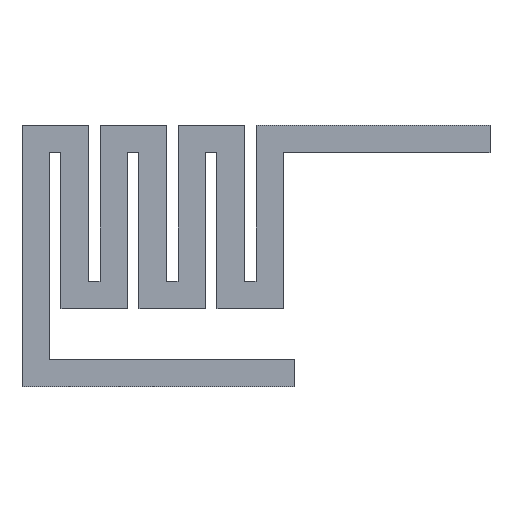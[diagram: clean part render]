
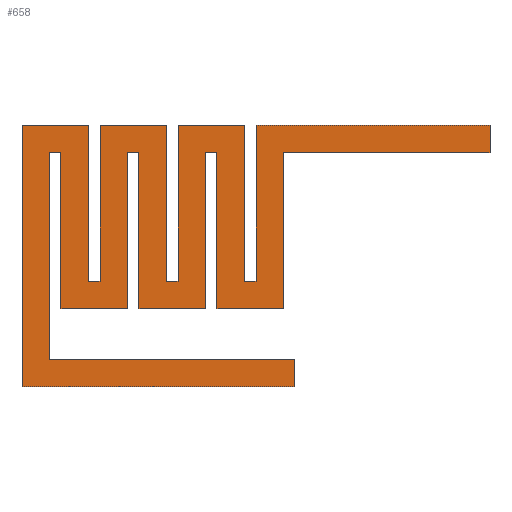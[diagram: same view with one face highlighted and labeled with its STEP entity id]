
A CAD part, top view. The second image highlights one B-rep face of the part: STEP entity #658.
In plain terms, the highlighted planar face has unit normal (0, 0, 1).
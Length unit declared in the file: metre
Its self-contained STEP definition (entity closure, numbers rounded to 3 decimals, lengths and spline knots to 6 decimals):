
#12=ORIENTED_EDGE('',*,*,#204,.F.);
#13=ORIENTED_EDGE('',*,*,#205,.F.);
#14=ORIENTED_EDGE('',*,*,#206,.F.);
#15=ORIENTED_EDGE('',*,*,#207,.F.);
#16=ORIENTED_EDGE('',*,*,#208,.F.);
#17=ORIENTED_EDGE('',*,*,#209,.F.);
#18=ORIENTED_EDGE('',*,*,#210,.F.);
#19=ORIENTED_EDGE('',*,*,#211,.F.);
#20=ORIENTED_EDGE('',*,*,#212,.F.);
#21=ORIENTED_EDGE('',*,*,#213,.F.);
#22=ORIENTED_EDGE('',*,*,#214,.F.);
#23=ORIENTED_EDGE('',*,*,#215,.F.);
#24=ORIENTED_EDGE('',*,*,#216,.F.);
#25=ORIENTED_EDGE('',*,*,#217,.F.);
#26=ORIENTED_EDGE('',*,*,#218,.F.);
#27=ORIENTED_EDGE('',*,*,#219,.F.);
#28=ORIENTED_EDGE('',*,*,#220,.F.);
#29=ORIENTED_EDGE('',*,*,#221,.F.);
#30=ORIENTED_EDGE('',*,*,#222,.F.);
#31=ORIENTED_EDGE('',*,*,#223,.F.);
#32=ORIENTED_EDGE('',*,*,#224,.F.);
#33=ORIENTED_EDGE('',*,*,#225,.F.);
#34=ORIENTED_EDGE('',*,*,#226,.F.);
#35=ORIENTED_EDGE('',*,*,#227,.F.);
#36=ORIENTED_EDGE('',*,*,#228,.F.);
#37=ORIENTED_EDGE('',*,*,#229,.F.);
#38=ORIENTED_EDGE('',*,*,#230,.F.);
#39=ORIENTED_EDGE('',*,*,#231,.F.);
#40=ORIENTED_EDGE('',*,*,#232,.F.);
#41=ORIENTED_EDGE('',*,*,#233,.F.);
#42=ORIENTED_EDGE('',*,*,#234,.F.);
#43=ORIENTED_EDGE('',*,*,#235,.F.);
#204=EDGE_CURVE('',#300,#301,#364,.T.);
#205=EDGE_CURVE('',#302,#300,#365,.T.);
#206=EDGE_CURVE('',#303,#302,#366,.T.);
#207=EDGE_CURVE('',#304,#303,#367,.T.);
#208=EDGE_CURVE('',#305,#304,#368,.T.);
#209=EDGE_CURVE('',#306,#305,#369,.T.);
#210=EDGE_CURVE('',#307,#306,#370,.T.);
#211=EDGE_CURVE('',#308,#307,#371,.T.);
#212=EDGE_CURVE('',#309,#308,#372,.T.);
#213=EDGE_CURVE('',#310,#309,#373,.T.);
#214=EDGE_CURVE('',#311,#310,#374,.T.);
#215=EDGE_CURVE('',#312,#311,#375,.T.);
#216=EDGE_CURVE('',#313,#312,#376,.T.);
#217=EDGE_CURVE('',#314,#313,#377,.T.);
#218=EDGE_CURVE('',#315,#314,#378,.T.);
#219=EDGE_CURVE('',#316,#315,#379,.T.);
#220=EDGE_CURVE('',#317,#316,#380,.T.);
#221=EDGE_CURVE('',#318,#317,#381,.T.);
#222=EDGE_CURVE('',#319,#318,#382,.T.);
#223=EDGE_CURVE('',#320,#319,#383,.T.);
#224=EDGE_CURVE('',#321,#320,#384,.T.);
#225=EDGE_CURVE('',#322,#321,#385,.T.);
#226=EDGE_CURVE('',#323,#322,#386,.T.);
#227=EDGE_CURVE('',#324,#323,#387,.T.);
#228=EDGE_CURVE('',#325,#324,#388,.T.);
#229=EDGE_CURVE('',#326,#325,#389,.T.);
#230=EDGE_CURVE('',#327,#326,#390,.T.);
#231=EDGE_CURVE('',#328,#327,#391,.T.);
#232=EDGE_CURVE('',#329,#328,#392,.T.);
#233=EDGE_CURVE('',#330,#329,#393,.T.);
#234=EDGE_CURVE('',#331,#330,#394,.T.);
#235=EDGE_CURVE('',#301,#331,#395,.T.);
#300=VERTEX_POINT('',#908);
#301=VERTEX_POINT('',#909);
#302=VERTEX_POINT('',#911);
#303=VERTEX_POINT('',#913);
#304=VERTEX_POINT('',#915);
#305=VERTEX_POINT('',#917);
#306=VERTEX_POINT('',#919);
#307=VERTEX_POINT('',#921);
#308=VERTEX_POINT('',#923);
#309=VERTEX_POINT('',#925);
#310=VERTEX_POINT('',#927);
#311=VERTEX_POINT('',#929);
#312=VERTEX_POINT('',#931);
#313=VERTEX_POINT('',#933);
#314=VERTEX_POINT('',#935);
#315=VERTEX_POINT('',#937);
#316=VERTEX_POINT('',#939);
#317=VERTEX_POINT('',#941);
#318=VERTEX_POINT('',#943);
#319=VERTEX_POINT('',#945);
#320=VERTEX_POINT('',#947);
#321=VERTEX_POINT('',#949);
#322=VERTEX_POINT('',#951);
#323=VERTEX_POINT('',#953);
#324=VERTEX_POINT('',#955);
#325=VERTEX_POINT('',#957);
#326=VERTEX_POINT('',#959);
#327=VERTEX_POINT('',#961);
#328=VERTEX_POINT('',#963);
#329=VERTEX_POINT('',#965);
#330=VERTEX_POINT('',#967);
#331=VERTEX_POINT('',#969);
#364=LINE('',#907,#460);
#365=LINE('',#910,#461);
#366=LINE('',#912,#462);
#367=LINE('',#914,#463);
#368=LINE('',#916,#464);
#369=LINE('',#918,#465);
#370=LINE('',#920,#466);
#371=LINE('',#922,#467);
#372=LINE('',#924,#468);
#373=LINE('',#926,#469);
#374=LINE('',#928,#470);
#375=LINE('',#930,#471);
#376=LINE('',#932,#472);
#377=LINE('',#934,#473);
#378=LINE('',#936,#474);
#379=LINE('',#938,#475);
#380=LINE('',#940,#476);
#381=LINE('',#942,#477);
#382=LINE('',#944,#478);
#383=LINE('',#946,#479);
#384=LINE('',#948,#480);
#385=LINE('',#950,#481);
#386=LINE('',#952,#482);
#387=LINE('',#954,#483);
#388=LINE('',#956,#484);
#389=LINE('',#958,#485);
#390=LINE('',#960,#486);
#391=LINE('',#962,#487);
#392=LINE('',#964,#488);
#393=LINE('',#966,#489);
#394=LINE('',#968,#490);
#395=LINE('',#970,#491);
#460=VECTOR('',#743,1.);
#461=VECTOR('',#744,1.);
#462=VECTOR('',#745,1.);
#463=VECTOR('',#746,1.);
#464=VECTOR('',#747,1.);
#465=VECTOR('',#748,1.);
#466=VECTOR('',#749,1.);
#467=VECTOR('',#750,1.);
#468=VECTOR('',#751,1.);
#469=VECTOR('',#752,1.);
#470=VECTOR('',#753,1.);
#471=VECTOR('',#754,1.);
#472=VECTOR('',#755,1.);
#473=VECTOR('',#756,1.);
#474=VECTOR('',#757,1.);
#475=VECTOR('',#758,1.);
#476=VECTOR('',#759,1.);
#477=VECTOR('',#760,1.);
#478=VECTOR('',#761,1.);
#479=VECTOR('',#762,1.);
#480=VECTOR('',#763,1.);
#481=VECTOR('',#764,1.);
#482=VECTOR('',#765,1.);
#483=VECTOR('',#766,1.);
#484=VECTOR('',#767,1.);
#485=VECTOR('',#768,1.);
#486=VECTOR('',#769,1.);
#487=VECTOR('',#770,1.);
#488=VECTOR('',#771,1.);
#489=VECTOR('',#772,1.);
#490=VECTOR('',#773,1.);
#491=VECTOR('',#774,1.);
#556=EDGE_LOOP('',(#12,#13,#14,#15,#16,#17,#18,#19,#20,#21,#22,#23,#24,
#25,#26,#27,#28,#29,#30,#31,#32,#33,#34,#35,#36,#37,#38,#39,#40,#41,#42,
#43));
#590=FACE_BOUND('',#556,.T.);
#624=PLANE('',#705);
#658=ADVANCED_FACE('',(#590),#624,.F.);
#705=AXIS2_PLACEMENT_3D('',#906,#741,#742);
#741=DIRECTION('',(0.,0.,-1.));
#742=DIRECTION('',(-1.,0.,0.));
#743=DIRECTION('',(1.,0.,0.));
#744=DIRECTION('',(0.,-1.,0.));
#745=DIRECTION('',(-1.,0.,0.));
#746=DIRECTION('',(0.,1.,0.));
#747=DIRECTION('',(-1.,0.,0.));
#748=DIRECTION('',(0.,-1.,0.));
#749=DIRECTION('',(-1.,0.,0.));
#750=DIRECTION('',(0.,1.,0.));
#751=DIRECTION('',(-1.,0.,0.));
#752=DIRECTION('',(0.,-1.,0.));
#753=DIRECTION('',(-1.,0.,0.));
#754=DIRECTION('',(0.,1.,0.));
#755=DIRECTION('',(-1.,0.,0.));
#756=DIRECTION('',(0.,-1.,0.));
#757=DIRECTION('',(-1.,0.,0.));
#758=DIRECTION('',(0.,-1.,0.));
#759=DIRECTION('',(1.,0.,0.));
#760=DIRECTION('',(0.,1.,0.));
#761=DIRECTION('',(1.,0.,0.));
#762=DIRECTION('',(0.,-1.,0.));
#763=DIRECTION('',(1.,0.,0.));
#764=DIRECTION('',(0.,1.,0.));
#765=DIRECTION('',(1.,0.,0.));
#766=DIRECTION('',(0.,-1.,0.));
#767=DIRECTION('',(1.,0.,0.));
#768=DIRECTION('',(0.,1.,0.));
#769=DIRECTION('',(1.,0.,0.));
#770=DIRECTION('',(0.,-1.,0.));
#771=DIRECTION('',(1.,0.,0.));
#772=DIRECTION('',(0.,1.,0.));
#773=DIRECTION('',(-1.,0.,0.));
#774=DIRECTION('',(0.,-1.,0.));
#906=CARTESIAN_POINT('',(-0.000976,0.008901,0.001));
#907=CARTESIAN_POINT('',(-0.0043,0.0057,0.001));
#908=CARTESIAN_POINT('',(-0.0043,0.0057,0.001));
#909=CARTESIAN_POINT('',(0.002,0.0057,0.001));
#910=CARTESIAN_POINT('',(-0.0043,0.011,0.001));
#911=CARTESIAN_POINT('',(-0.0043,0.011,0.001));
#912=CARTESIAN_POINT('',(0.007,0.011,0.001));
#913=CARTESIAN_POINT('',(-0.004,0.011,0.001));
#914=CARTESIAN_POINT('',(-0.004,0.007,0.001));
#915=CARTESIAN_POINT('',(-0.004,0.007,0.001));
#916=CARTESIAN_POINT('',(0.0017,0.007,0.001));
#917=CARTESIAN_POINT('',(-0.0023,0.007,0.001));
#918=CARTESIAN_POINT('',(-0.0023,0.011,0.001));
#919=CARTESIAN_POINT('',(-0.0023,0.011,0.001));
#920=CARTESIAN_POINT('',(0.007,0.011,0.001));
#921=CARTESIAN_POINT('',(-0.002,0.011,0.001));
#922=CARTESIAN_POINT('',(-0.002,0.007,0.001));
#923=CARTESIAN_POINT('',(-0.002,0.007,0.001));
#924=CARTESIAN_POINT('',(0.0017,0.007,0.001));
#925=CARTESIAN_POINT('',(-0.0003,0.007,0.001));
#926=CARTESIAN_POINT('',(-0.0003,0.011,0.001));
#927=CARTESIAN_POINT('',(-0.0003,0.011,0.001));
#928=CARTESIAN_POINT('',(0.007,0.011,0.001));
#929=CARTESIAN_POINT('',(0.,0.011,0.001));
#930=CARTESIAN_POINT('',(0.,0.007,0.001));
#931=CARTESIAN_POINT('',(0.,0.007,0.001));
#932=CARTESIAN_POINT('',(0.0017,0.007,0.001));
#933=CARTESIAN_POINT('',(0.0017,0.007,0.001));
#934=CARTESIAN_POINT('',(0.0017,0.011,0.001));
#935=CARTESIAN_POINT('',(0.0017,0.011,0.001));
#936=CARTESIAN_POINT('',(0.007,0.011,0.001));
#937=CARTESIAN_POINT('',(0.007,0.011,0.001));
#938=CARTESIAN_POINT('',(0.007,0.0117,0.001));
#939=CARTESIAN_POINT('',(0.007,0.0117,0.001));
#940=CARTESIAN_POINT('',(-0.005,0.0117,0.001));
#941=CARTESIAN_POINT('',(0.001,0.0117,0.001));
#942=CARTESIAN_POINT('',(0.001,0.0077,0.001));
#943=CARTESIAN_POINT('',(0.001,0.0077,0.001));
#944=CARTESIAN_POINT('',(-0.0033,0.0077,0.001));
#945=CARTESIAN_POINT('',(0.0007,0.0077,0.001));
#946=CARTESIAN_POINT('',(0.0007,0.0117,0.001));
#947=CARTESIAN_POINT('',(0.0007,0.0117,0.001));
#948=CARTESIAN_POINT('',(-0.005,0.0117,0.001));
#949=CARTESIAN_POINT('',(-0.001,0.0117,0.001));
#950=CARTESIAN_POINT('',(-0.001,0.0077,0.001));
#951=CARTESIAN_POINT('',(-0.001,0.0077,0.001));
#952=CARTESIAN_POINT('',(-0.0033,0.0077,0.001));
#953=CARTESIAN_POINT('',(-0.0013,0.0077,0.001));
#954=CARTESIAN_POINT('',(-0.0013,0.0117,0.001));
#955=CARTESIAN_POINT('',(-0.0013,0.0117,0.001));
#956=CARTESIAN_POINT('',(-0.005,0.0117,0.001));
#957=CARTESIAN_POINT('',(-0.003,0.0117,0.001));
#958=CARTESIAN_POINT('',(-0.003,0.0077,0.001));
#959=CARTESIAN_POINT('',(-0.003,0.0077,0.001));
#960=CARTESIAN_POINT('',(-0.0033,0.0077,0.001));
#961=CARTESIAN_POINT('',(-0.0033,0.0077,0.001));
#962=CARTESIAN_POINT('',(-0.0033,0.0117,0.001));
#963=CARTESIAN_POINT('',(-0.0033,0.0117,0.001));
#964=CARTESIAN_POINT('',(-0.005,0.0117,0.001));
#965=CARTESIAN_POINT('',(-0.005,0.0117,0.001));
#966=CARTESIAN_POINT('',(-0.005,0.005,0.001));
#967=CARTESIAN_POINT('',(-0.005,0.005,0.001));
#968=CARTESIAN_POINT('',(0.002,0.005,0.001));
#969=CARTESIAN_POINT('',(0.002,0.005,0.001));
#970=CARTESIAN_POINT('',(0.002,0.0057,0.001));
